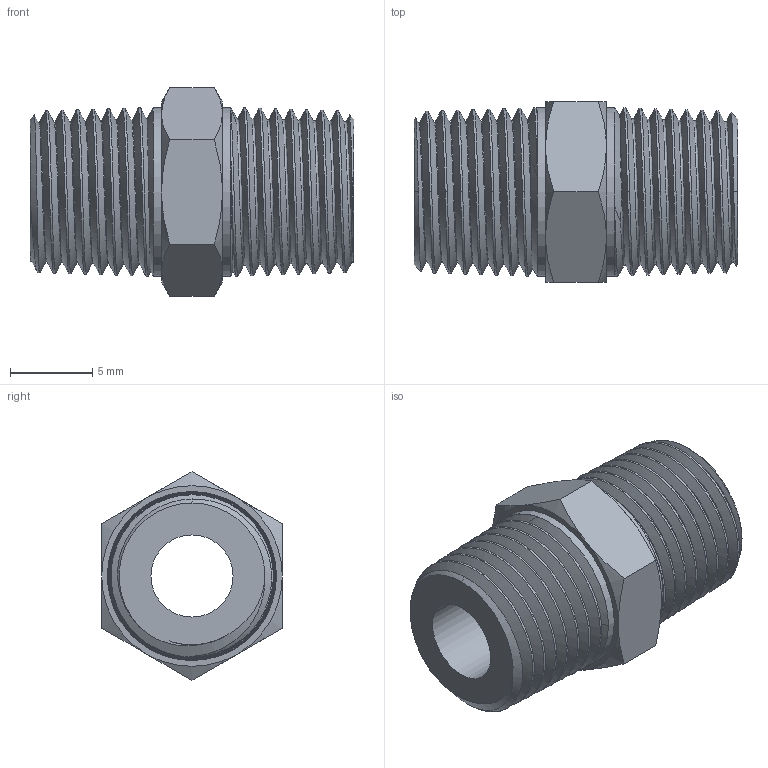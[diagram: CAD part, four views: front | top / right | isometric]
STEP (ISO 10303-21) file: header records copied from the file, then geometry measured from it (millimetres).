
FILE_DESCRIPTION(/* description */ (''),/* implementation_level */ '2;1');
FILE_NAME(/* name */ '122-PT1.stp',/* time_stamp */ '2024-01-23T10:14:12-05:00',/* author */ ('esanner'),/* organization */ (''),/* preprocessor_version */ 'ST-DEVELOPER v19',/* originating_system */ 'AutoCAD Mechanical',/* authorisation */ '');
FILE_SCHEMA (('AUTOMOTIVE_DESIGN { 1 0 10303 214 3 1 1 }'));
Length unit declared in the file: millimetre
Products named in the file (2): Product; 122-PT1
Assembly tree (1 placements, depth 2):
  Product
    122-PT1
Bounding box: 19.7 x 11 x 12.7 mm (x, y, z)
Volume: 1124.2 mm3; surface area: 1429.9 mm2
Topology: 1 solids, 1 shells, 75 faces, 195 edges, 124 vertices
Faces by surface type: cone 56, plane 10, bspline 6, cylinder 3
Full cylindrical faces by diameter (mm): 5 x1, 10.287 x2
Entity records: 10497 total; most frequent: CARTESIAN_POINT 8840, ORIENTED_EDGE 394, DIRECTION 265, EDGE_CURVE 197, VERTEX_POINT 126, AXIS2_PLACEMENT_3D 108, B_SPLINE_CURVE_WITH_KNOTS 88, EDGE_LOOP 79
